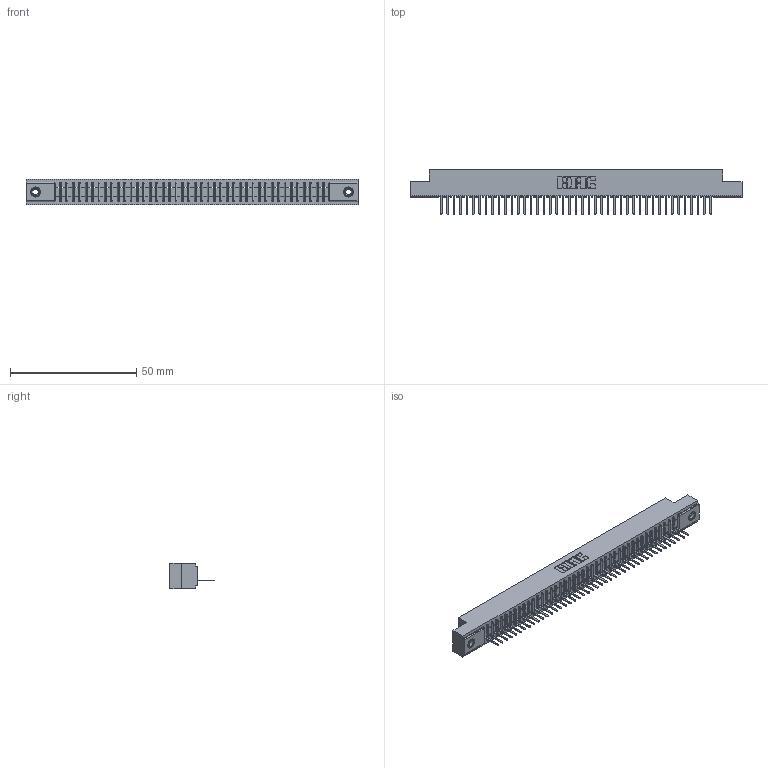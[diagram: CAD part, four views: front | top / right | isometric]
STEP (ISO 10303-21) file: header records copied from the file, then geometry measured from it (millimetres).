
FILE_DESCRIPTION (( 'STEP AP203' ), '1' );
FILE_NAME ('391-043-521-108.STEP', '2018-08-09T02:05:35', ( '' ), ( '' ), 'SwSTEP 2.0', 'SolidWorks 2016', '' );
FILE_SCHEMA (( 'CONFIG_CONTROL_DESIGN' ));
Length unit declared in the file: inch
Products named in the file (4): 341 Part_.156 (3.96) Dia Mounting Holes; 341-292-001_341-292-121; 345-250-001_345-250-003-102; 391-043-521-108
Assembly tree (46 placements, depth 2):
  391-043-521-108
    341 Part_.156 (3.96) Dia Mounting Holes
    341-292-001_341-292-121  x43
    345-250-001_345-250-003-102  x2
Bounding box: 131.44 x 17.7 x 10.16 mm (x, y, z)
Volume: 9425.8 mm3; surface area: 14830.4 mm2
Topology: 46 solids, 46 shells, 3702 faces, 10643 edges, 6826 vertices
Faces by surface type: plane 2293, cylinder 1221, sphere 88, torus 88, cone 12
Entity records: 51715 total; most frequent: CARTESIAN_POINT 8765, ORIENTED_EDGE 8746, DIRECTION 8471, EDGE_CURVE 4373, LINE 3531, VECTOR 3531, VERTEX_POINT 2764, AXIS2_PLACEMENT_3D 2470
